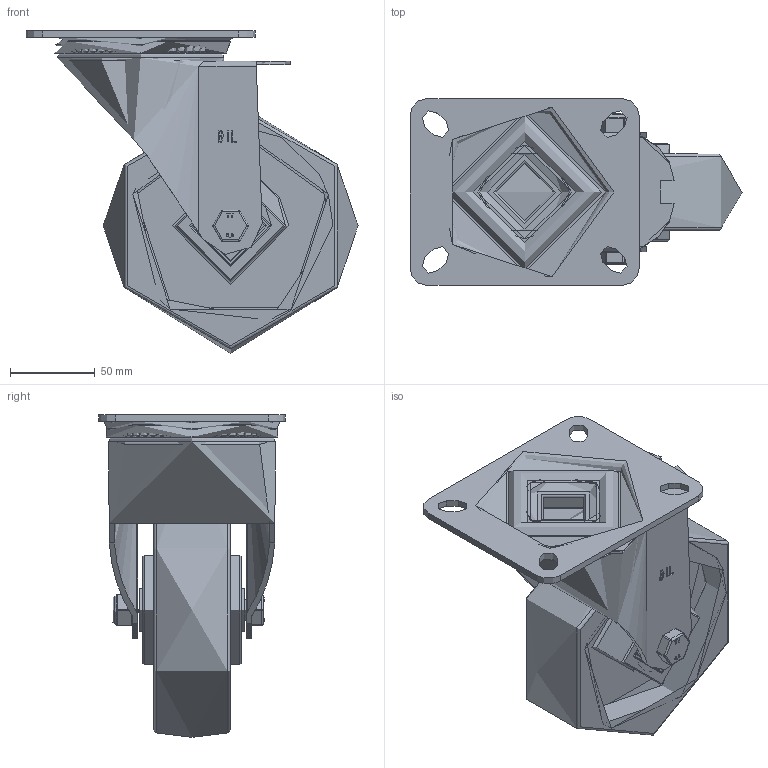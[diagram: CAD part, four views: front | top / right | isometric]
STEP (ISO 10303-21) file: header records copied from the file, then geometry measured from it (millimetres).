
FILE_DESCRIPTION(/* description */ (''),/* implementation_level */ '2;1');
FILE_NAME(/* name */ 'BZMM150NYBJ.step',/* time_stamp */ '2024-06-06T15:55:24+01:00',/* author */ (''),/* organization */ (''),/* preprocessor_version */ 'ST-DEVELOPER v20',/* originating_system */ 'Autodesk Translation Framework v13.14.0.145',/* authorisation */ '');
FILE_SCHEMA (('AUTOMOTIVE_DESIGN { 1 0 10303 214 3 1 1 }'));
Length unit declared in the file: millimetre
Products named in the file (34): BZMM150NYBJ; BZMM150AS - 2 - 64 v2; ZINC PLATED, PRESSED STEEL TOP PLATE; ZINC PLATED, PRESSED STEEL TOP PLATE Geometry; BALL BEARINGS; Component1; BEARING SEAL; ZINC PLATED, PRESSED STEEL FORKS; BZH150WNYBJM2060 v1; BZH150WNYBJ60; NYLON WHEEL; BEARING6204; BEARING62042; BALL BEARINGS (1); BEARING6204 (1); BEARING62042 (1); BALL BEARINGS (1) (1); Component3; INNER; OUTER; MIDDLE; RUBBER; BSM20XM30; ZINC PLATED BEARING SPACER; TH20X2X12 v1; ZINC PLATED HEADED SPACER; TH20X2X12 v1 (1); ZINC PLATED HEADED SPACER (1); HEXBOLTM12X80Z8.8 v2; GRADE 8.8 ZINC PLATED BOLT; NYLOCM12Z v1; NYLOC NUT; NUT; RUBBER (1)
Assembly tree (91 placements, depth 6):
  BZMM150NYBJ
    BZMM150AS - 2 - 64 v2
      ZINC PLATED, PRESSED STEEL TOP PLATE
        ZINC PLATED, PRESSED STEEL TOP PLATE Geometry
        BALL BEARINGS
          Component1  x40
      BEARING SEAL
      ZINC PLATED, PRESSED STEEL FORKS
    BZH150WNYBJM2060 v1
      BZH150WNYBJ60
        NYLON WHEEL
      BEARING6204
        BEARING62042
          INNER
          OUTER
          BALL BEARINGS (1)
            Component3  x8
          MIDDLE
          RUBBER
      BEARING6204 (1)
        BEARING62042 (1)
          BALL BEARINGS (1) (1)
            Component3  x8
          INNER
          OUTER
          MIDDLE
          RUBBER
      BSM20XM30
        ZINC PLATED BEARING SPACER
    TH20X2X12 v1
      ZINC PLATED HEADED SPACER
    TH20X2X12 v1 (1)
      ZINC PLATED HEADED SPACER (1)
    HEXBOLTM12X80Z8.8 v2
      GRADE 8.8 ZINC PLATED BOLT
    NYLOCM12Z v1
      NYLOC NUT
        NUT
        RUBBER (1)
Bounding box: 195.5 x 110 x 190 mm (x, y, z)
Volume: 663610.4 mm3; surface area: 236150 mm2
Topology: 76 solids, 76 shells, 1111 faces, 2828 edges, 1877 vertices
Faces by surface type: plane 418, bspline 346, cylinder 200, sphere 106, torus 33, cone 8
Full cylindrical faces by diameter (mm): 9.836 x18, 11.834 x18, 12 x3, 12.2 x4, 14 x2, 18 x1, 18.5 x1, 19.8 x2, 20 x2, 21.5 x1, 25 x2, 25.4 x1, 27 x2, 28.5 x8, 30.8 x4, 31.3 x4, 33.75 x1, 39.75 x2, 40.3 x4, 40.5 x4, 40.8 x4, 41 x1, 42 x10, 47 x4, 50 x1, 64.5 x2, 78 x1, 92 x1, 98 x1, 120 x2
Entity records: 32093 total; most frequent: CARTESIAN_POINT 15047, ORIENTED_EDGE 3492, DIRECTION 2940, EDGE_CURVE 1746, VERTEX_POINT 1161, AXIS2_PLACEMENT_3D 1086, EDGE_LOOP 861, LINE 768
